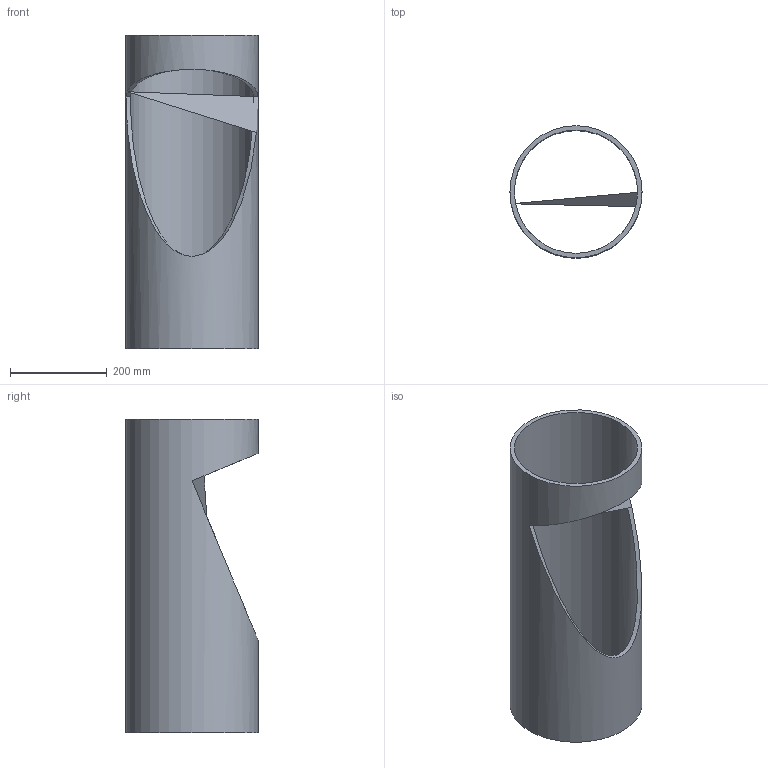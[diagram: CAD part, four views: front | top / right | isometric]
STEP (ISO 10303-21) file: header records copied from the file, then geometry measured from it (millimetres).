
FILE_DESCRIPTION(/* description */ (''),/* implementation_level */ '2;1');
FILE_NAME(/* name */ 'PL1045A v1.step',/* time_stamp */ '2022-04-06T11:17:10-05:00',/* author */ (''),/* organization */ (''),/* preprocessor_version */ 'ST-DEVELOPER v18.1',/* originating_system */ 'Autodesk Translation Framework v10.14.0.1471',/* authorisation */ '');
FILE_SCHEMA (('AUTOMOTIVE_DESIGN { 1 0 10303 214 3 1 1 }'));
Length unit declared in the file: inch
Products named in the file (1): PL1045A
Bounding box: 273.05 x 273.05 x 647.7 mm (x, y, z)
Volume: 4061297.7 mm3; surface area: 897278 mm2
Topology: 1 solids, 1 shells, 6 faces, 14 edges, 8 vertices
Faces by surface type: cylinder 2, bspline 2, plane 2
Full cylindrical faces by diameter (mm): 254.508 x1, 273.05 x1
Entity records: 2116 total; most frequent: CARTESIAN_POINT 1939, ORIENTED_EDGE 28, DIRECTION 24, EDGE_CURVE 14, AXIS2_PLACEMENT_3D 9, EDGE_LOOP 8, VERTEX_POINT 8, FACE_OUTER_BOUND 6
